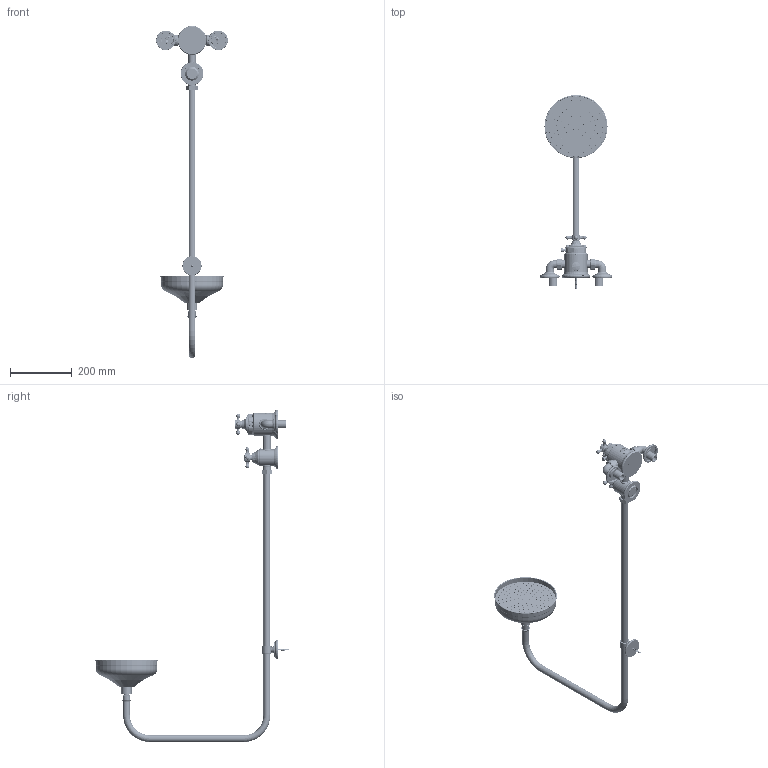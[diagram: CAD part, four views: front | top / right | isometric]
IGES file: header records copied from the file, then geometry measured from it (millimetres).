
Global section: file name: No Iges File Name specified; native system: Autodesk Inventor 2010; preprocessor: AutoDesk Inventor Iges Exporter R2010; author: adaniels; date: 20100528.141551; units: millimetre
Bounding box: 232.49 x 627.49 x 1074.2 mm (x, y, z)
Volume: 2244231.7 mm3; surface area: 638691 mm2
Topology: 93 solids, 93 shells, 4798 faces, 12249 edges, 7959 vertices
Faces by surface type: plane 1867, revolution 1169, cylinder 635, cone 476, bspline 339, torus 238, sphere 74
Full cylindrical faces by diameter (mm): 27.762 x3
